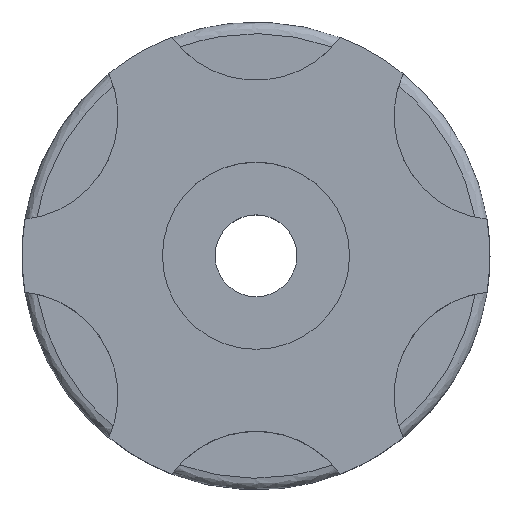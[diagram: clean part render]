
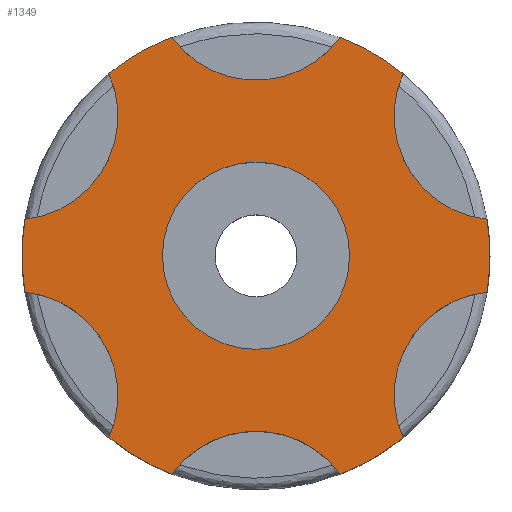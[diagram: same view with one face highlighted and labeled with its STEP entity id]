
A CAD part, top view. The second image highlights one B-rep face of the part: STEP entity #1349.
In plain terms, the highlighted planar face has unit normal (0, 0, 1).
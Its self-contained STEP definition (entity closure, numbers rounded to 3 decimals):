
#985=AXIS2_PLACEMENT_3D('Circle Axis2P3D',#983,#984,$) ;
#1020=AXIS2_PLACEMENT_3D('Circle Axis2P3D',#1018,#1019,$) ;
#1055=AXIS2_PLACEMENT_3D('Circle Axis2P3D',#1053,#1054,$) ;
#1097=AXIS2_PLACEMENT_3D('Circle Axis2P3D',#1095,#1096,$) ;
#1118=AXIS2_PLACEMENT_3D('Circle Axis2P3D',#1116,#1117,$) ;
#1247=AXIS2_PLACEMENT_3D('Circle Axis2P3D',#1245,#1246,$) ;
#1265=AXIS2_PLACEMENT_3D('Plane Axis2P3D',#1262,#1263,#1264) ;
#1269=AXIS2_PLACEMENT_3D('Circle Axis2P3D',#1267,#1268,$) ;
#1276=AXIS2_PLACEMENT_3D('Circle Axis2P3D',#1274,#1275,$) ;
#1283=AXIS2_PLACEMENT_3D('Circle Axis2P3D',#1281,#1282,$) ;
#1290=AXIS2_PLACEMENT_3D('Circle Axis2P3D',#1288,#1289,$) ;
#1297=AXIS2_PLACEMENT_3D('Circle Axis2P3D',#1295,#1296,$) ;
#1302=AXIS2_PLACEMENT_3D('Circle Axis2P3D',#1300,#1301,$) ;
#1307=AXIS2_PLACEMENT_3D('Circle Axis2P3D',#1305,#1306,$) ;
#1312=AXIS2_PLACEMENT_3D('Circle Axis2P3D',#1310,#1311,$) ;
#1333=AXIS2_PLACEMENT_3D('Circle Axis2P3D',#1331,#1332,$) ;
#1342=AXIS2_PLACEMENT_3D('Circle Axis2P3D',#1340,#1341,$) ;
#980=CARTESIAN_POINT('Vertex',(-19.757,-3.111,38.)) ;
#983=CARTESIAN_POINT('Axis2P3D Location',(0.,0.,38.)) ;
#987=CARTESIAN_POINT('Vertex',(-19.757,3.111,38.)) ;
#1018=CARTESIAN_POINT('Axis2P3D Location',(0.,0.,38.)) ;
#1022=CARTESIAN_POINT('Vertex',(-9.589,17.552,38.)) ;
#1024=CARTESIAN_POINT('Vertex',(-12.573,15.554,38.)) ;
#1053=CARTESIAN_POINT('Axis2P3D Location',(0.,0.,38.)) ;
#1057=CARTESIAN_POINT('Vertex',(-7.184,18.665,38.)) ;
#1092=CARTESIAN_POINT('Vertex',(7.184,18.665,38.)) ;
#1095=CARTESIAN_POINT('Axis2P3D Location',(0.,0.,38.)) ;
#1099=CARTESIAN_POINT('Vertex',(12.573,15.554,38.)) ;
#1116=CARTESIAN_POINT('Axis2P3D Location',(0.,0.,38.)) ;
#1120=CARTESIAN_POINT('Vertex',(19.757,-3.111,38.)) ;
#1122=CARTESIAN_POINT('Vertex',(19.757,3.111,38.)) ;
#1242=CARTESIAN_POINT('Vertex',(-12.573,-15.554,38.)) ;
#1245=CARTESIAN_POINT('Axis2P3D Location',(-20.674,-11.936,38.)) ;
#1262=CARTESIAN_POINT('Axis2P3D Location',(0.,20.,38.)) ;
#1267=CARTESIAN_POINT('Axis2P3D Location',(0.,0.,38.)) ;
#1271=CARTESIAN_POINT('Vertex',(-7.184,-18.665,38.)) ;
#1274=CARTESIAN_POINT('Axis2P3D Location',(0.,-23.873,38.)) ;
#1278=CARTESIAN_POINT('Vertex',(7.184,-18.665,38.)) ;
#1281=CARTESIAN_POINT('Axis2P3D Location',(0.,0.,38.)) ;
#1285=CARTESIAN_POINT('Vertex',(9.589,-17.552,38.)) ;
#1288=CARTESIAN_POINT('Axis2P3D Location',(0.,0.,38.)) ;
#1292=CARTESIAN_POINT('Vertex',(12.573,-15.554,38.)) ;
#1295=CARTESIAN_POINT('Axis2P3D Location',(20.674,-11.936,38.)) ;
#1300=CARTESIAN_POINT('Axis2P3D Location',(20.674,11.936,38.)) ;
#1305=CARTESIAN_POINT('Axis2P3D Location',(0.,23.873,38.)) ;
#1310=CARTESIAN_POINT('Axis2P3D Location',(-20.674,11.936,38.)) ;
#1331=CARTESIAN_POINT('Axis2P3D Location',(0.,0.,38.)) ;
#1335=CARTESIAN_POINT('Vertex',(8.,0.,38.)) ;
#1337=CARTESIAN_POINT('Vertex',(-8.,0.,38.)) ;
#1340=CARTESIAN_POINT('Axis2P3D Location',(0.,0.,38.)) ;
#984=DIRECTION('Axis2P3D Direction',(0.,0.,1.)) ;
#1019=DIRECTION('Axis2P3D Direction',(0.,0.,1.)) ;
#1054=DIRECTION('Axis2P3D Direction',(0.,0.,1.)) ;
#1096=DIRECTION('Axis2P3D Direction',(0.,0.,1.)) ;
#1117=DIRECTION('Axis2P3D Direction',(0.,0.,1.)) ;
#1246=DIRECTION('Axis2P3D Direction',(0.,0.,1.)) ;
#1263=DIRECTION('Axis2P3D Direction',(0.,0.,1.)) ;
#1264=DIRECTION('Axis2P3D XDirection',(1.,0.,0.)) ;
#1268=DIRECTION('Axis2P3D Direction',(0.,0.,1.)) ;
#1275=DIRECTION('Axis2P3D Direction',(0.,0.,1.)) ;
#1282=DIRECTION('Axis2P3D Direction',(0.,0.,1.)) ;
#1289=DIRECTION('Axis2P3D Direction',(0.,0.,1.)) ;
#1296=DIRECTION('Axis2P3D Direction',(0.,0.,1.)) ;
#1301=DIRECTION('Axis2P3D Direction',(0.,0.,1.)) ;
#1306=DIRECTION('Axis2P3D Direction',(0.,0.,1.)) ;
#1311=DIRECTION('Axis2P3D Direction',(0.,0.,1.)) ;
#1332=DIRECTION('Axis2P3D Direction',(0.,0.,1.)) ;
#1341=DIRECTION('Axis2P3D Direction',(0.,0.,1.)) ;
#1316=ORIENTED_EDGE('',*,*,#989,.T.) ;
#1317=ORIENTED_EDGE('',*,*,#1249,.F.) ;
#1318=ORIENTED_EDGE('',*,*,#1273,.T.) ;
#1319=ORIENTED_EDGE('',*,*,#1280,.F.) ;
#1320=ORIENTED_EDGE('',*,*,#1287,.T.) ;
#1321=ORIENTED_EDGE('',*,*,#1294,.T.) ;
#1322=ORIENTED_EDGE('',*,*,#1299,.F.) ;
#1323=ORIENTED_EDGE('',*,*,#1124,.T.) ;
#1324=ORIENTED_EDGE('',*,*,#1304,.F.) ;
#1325=ORIENTED_EDGE('',*,*,#1101,.T.) ;
#1326=ORIENTED_EDGE('',*,*,#1309,.F.) ;
#1327=ORIENTED_EDGE('',*,*,#1059,.T.) ;
#1328=ORIENTED_EDGE('',*,*,#1026,.T.) ;
#1329=ORIENTED_EDGE('',*,*,#1314,.F.) ;
#1346=ORIENTED_EDGE('',*,*,#1339,.F.) ;
#1347=ORIENTED_EDGE('',*,*,#1344,.F.) ;
#1348=FACE_BOUND('',#1345,.T.) ;
#1349=ADVANCED_FACE('Hauptk\X2\00F6\X0\rper',(#1330,#1348),#1266,.T.) ;
#986=CIRCLE('generated circle',#985,20.) ;
#1021=CIRCLE('generated circle',#1020,20.) ;
#1056=CIRCLE('generated circle',#1055,20.) ;
#1098=CIRCLE('generated circle',#1097,20.) ;
#1119=CIRCLE('generated circle',#1118,20.) ;
#1248=CIRCLE('generated circle',#1247,8.873) ;
#1270=CIRCLE('generated circle',#1269,20.) ;
#1277=CIRCLE('generated circle',#1276,8.873) ;
#1284=CIRCLE('generated circle',#1283,20.) ;
#1291=CIRCLE('generated circle',#1290,20.) ;
#1298=CIRCLE('generated circle',#1297,8.873) ;
#1303=CIRCLE('generated circle',#1302,8.873) ;
#1308=CIRCLE('generated circle',#1307,8.873) ;
#1313=CIRCLE('generated circle',#1312,8.873) ;
#1334=CIRCLE('generated circle',#1333,8.) ;
#1343=CIRCLE('generated circle',#1342,8.) ;
#989=EDGE_CURVE('',#988,#981,#986,.T.) ;
#1026=EDGE_CURVE('',#1023,#1025,#1021,.T.) ;
#1059=EDGE_CURVE('',#1058,#1023,#1056,.T.) ;
#1101=EDGE_CURVE('',#1100,#1093,#1098,.T.) ;
#1124=EDGE_CURVE('',#1121,#1123,#1119,.T.) ;
#1249=EDGE_CURVE('',#1243,#981,#1248,.T.) ;
#1273=EDGE_CURVE('',#1243,#1272,#1270,.T.) ;
#1280=EDGE_CURVE('',#1279,#1272,#1277,.T.) ;
#1287=EDGE_CURVE('',#1279,#1286,#1284,.T.) ;
#1294=EDGE_CURVE('',#1286,#1293,#1291,.T.) ;
#1299=EDGE_CURVE('',#1121,#1293,#1298,.T.) ;
#1304=EDGE_CURVE('',#1100,#1123,#1303,.T.) ;
#1309=EDGE_CURVE('',#1058,#1093,#1308,.T.) ;
#1314=EDGE_CURVE('',#988,#1025,#1313,.T.) ;
#1339=EDGE_CURVE('',#1336,#1338,#1334,.T.) ;
#1344=EDGE_CURVE('',#1338,#1336,#1343,.T.) ;
#1315=EDGE_LOOP('',(#1316,#1317,#1318,#1319,#1320,#1321,#1322,#1323,#1324,#1325,#1326,#1327,#1328,#1329)) ;
#1345=EDGE_LOOP('',(#1346,#1347)) ;
#1330=FACE_OUTER_BOUND('',#1315,.T.) ;
#1266=PLANE('',#1265) ;
#981=VERTEX_POINT('',#980) ;
#988=VERTEX_POINT('',#987) ;
#1023=VERTEX_POINT('',#1022) ;
#1025=VERTEX_POINT('',#1024) ;
#1058=VERTEX_POINT('',#1057) ;
#1093=VERTEX_POINT('',#1092) ;
#1100=VERTEX_POINT('',#1099) ;
#1121=VERTEX_POINT('',#1120) ;
#1123=VERTEX_POINT('',#1122) ;
#1243=VERTEX_POINT('',#1242) ;
#1272=VERTEX_POINT('',#1271) ;
#1279=VERTEX_POINT('',#1278) ;
#1286=VERTEX_POINT('',#1285) ;
#1293=VERTEX_POINT('',#1292) ;
#1336=VERTEX_POINT('',#1335) ;
#1338=VERTEX_POINT('',#1337) ;
